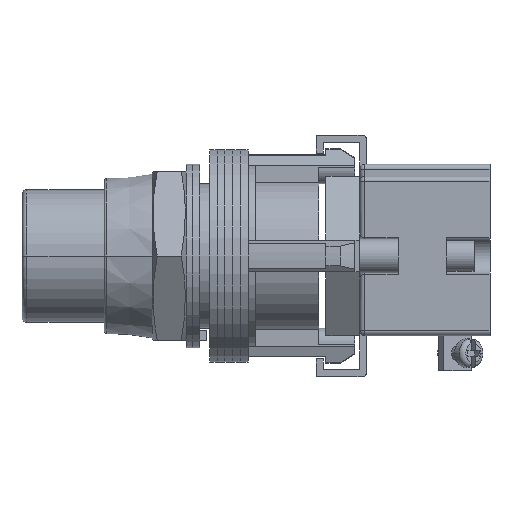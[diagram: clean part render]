
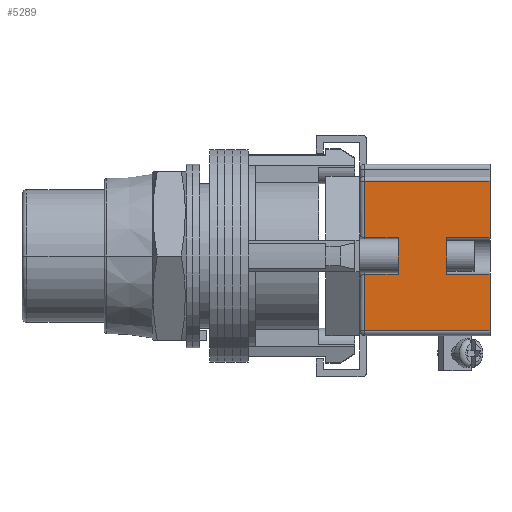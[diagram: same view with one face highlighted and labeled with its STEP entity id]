
A CAD part, left-side view. The second image highlights one B-rep face of the part: STEP entity #5289.
In plain terms, the highlighted planar face has unit normal (-1, 0, 0).
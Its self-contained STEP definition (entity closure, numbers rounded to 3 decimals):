
#13 = DIRECTION ( 'NONE',  ( 0., -1., 0. ) ) ;
#121 = VECTOR ( 'NONE', #4566, 1000. ) ;
#610 = VECTOR ( 'NONE', #7835, 1000. ) ;
#802 = VECTOR ( 'NONE', #13, 1000. ) ;
#1123 = VERTEX_POINT ( 'NONE', #1129 ) ;
#1129 = CARTESIAN_POINT ( 'NONE',  ( -21.25, -50.1, -3.75 ) ) ;
#1217 = ORIENTED_EDGE ( 'NONE', *, *, #5552, .F. ) ;
#1243 = ORIENTED_EDGE ( 'NONE', *, *, #12470, .F. ) ;
#1375 = CARTESIAN_POINT ( 'NONE',  ( -21.25, -50.1, -16.5 ) ) ;
#1483 = VECTOR ( 'NONE', #4436, 1000. ) ;
#1537 = LINE ( 'NONE', #4662, #5386 ) ;
#1550 = DIRECTION ( 'NONE',  ( 0., 1., 0. ) ) ;
#1614 = CARTESIAN_POINT ( 'NONE',  ( -21.25, -50.1, -15.5 ) ) ;
#1688 = VECTOR ( 'NONE', #12350, 1000. ) ;
#1996 = CARTESIAN_POINT ( 'NONE',  ( -21.25, -41.1, 3.75 ) ) ;
#2040 = EDGE_CURVE ( 'NONE', #9337, #6087, #4133, .T. ) ;
#2083 = VERTEX_POINT ( 'NONE', #8052 ) ;
#2151 = CARTESIAN_POINT ( 'NONE',  ( -21.25, -24.1, 3.75 ) ) ;
#2216 = CARTESIAN_POINT ( 'NONE',  ( -21.25, -50.1, 3.75 ) ) ;
#2522 = EDGE_LOOP ( 'NONE', ( #10135, #1217, #11276, #10303, #7486, #3025, #12055, #3850, #1243, #6275, #4446, #9887 ) ) ;
#2591 = LINE ( 'NONE', #1375, #1483 ) ;
#2642 = LINE ( 'NONE', #6129, #1688 ) ;
#2760 = LINE ( 'NONE', #6369, #10421 ) ;
#2889 = VERTEX_POINT ( 'NONE', #5275 ) ;
#3025 = ORIENTED_EDGE ( 'NONE', *, *, #3157, .T. ) ;
#3078 = LINE ( 'NONE', #1614, #8340 ) ;
#3157 = EDGE_CURVE ( 'NONE', #2083, #4864, #1537, .T. ) ;
#3424 = CARTESIAN_POINT ( 'NONE',  ( -21.25, -24.1, -15.5 ) ) ;
#3536 = LINE ( 'NONE', #4511, #7533 ) ;
#3691 = VERTEX_POINT ( 'NONE', #3424 ) ;
#3850 = ORIENTED_EDGE ( 'NONE', *, *, #6761, .F. ) ;
#3903 = EDGE_CURVE ( 'NONE', #2083, #12803, #8063, .T. ) ;
#3922 = DIRECTION ( 'NONE',  ( 1., 0., 0. ) ) ;
#4025 = PLANE ( 'NONE',  #8820 ) ;
#4081 = CARTESIAN_POINT ( 'NONE',  ( -21.25, -31.1, -3.75 ) ) ;
#4130 = CARTESIAN_POINT ( 'NONE',  ( -21.25, -41.1, 3.75 ) ) ;
#4133 = LINE ( 'NONE', #12990, #610 ) ;
#4364 = DIRECTION ( 'NONE',  ( 0., 0., -1. ) ) ;
#4435 = CARTESIAN_POINT ( 'NONE',  ( -21.25, -31.1, 0. ) ) ;
#4436 = DIRECTION ( 'NONE',  ( 0., 0., -1. ) ) ;
#4446 = ORIENTED_EDGE ( 'NONE', *, *, #6490, .T. ) ;
#4452 = VERTEX_POINT ( 'NONE', #12441 ) ;
#4511 = CARTESIAN_POINT ( 'NONE',  ( -21.25, -41.1, -3.75 ) ) ;
#4566 = DIRECTION ( 'NONE',  ( 0., 0., -1. ) ) ;
#4573 = DIRECTION ( 'NONE',  ( 0., 0., -1. ) ) ;
#4635 = EDGE_CURVE ( 'NONE', #4864, #11730, #2760, .T. ) ;
#4662 = CARTESIAN_POINT ( 'NONE',  ( -21.25, -50.1, 15.5 ) ) ;
#4864 = VERTEX_POINT ( 'NONE', #4979 ) ;
#4875 = EDGE_CURVE ( 'NONE', #3691, #2889, #3078, .T. ) ;
#4979 = CARTESIAN_POINT ( 'NONE',  ( -21.25, -24.1, 15.5 ) ) ;
#5149 = EDGE_CURVE ( 'NONE', #11159, #4452, #7067, .T. ) ;
#5275 = CARTESIAN_POINT ( 'NONE',  ( -21.25, -50.1, -15.5 ) ) ;
#5289 = ADVANCED_FACE ( 'NONE', ( #8015 ), #4025, .F. ) ;
#5352 = DIRECTION ( 'NONE',  ( 0., -1., 0. ) ) ;
#5360 = VECTOR ( 'NONE', #4573, 1000. ) ;
#5386 = VECTOR ( 'NONE', #1550, 1000. ) ;
#5537 = LINE ( 'NONE', #11722, #121 ) ;
#5552 = EDGE_CURVE ( 'NONE', #6087, #1123, #3536, .T. ) ;
#6087 = VERTEX_POINT ( 'NONE', #7523 ) ;
#6129 = CARTESIAN_POINT ( 'NONE',  ( -21.25, -31.1, 3.75 ) ) ;
#6139 = DIRECTION ( 'NONE',  ( 0., 1., 0. ) ) ;
#6275 = ORIENTED_EDGE ( 'NONE', *, *, #5149, .T. ) ;
#6369 = CARTESIAN_POINT ( 'NONE',  ( -21.25, -24.1, -16.5 ) ) ;
#6490 = EDGE_CURVE ( 'NONE', #4452, #3691, #5537, .T. ) ;
#6761 = EDGE_CURVE ( 'NONE', #7616, #11730, #2642, .T. ) ;
#7067 = LINE ( 'NONE', #4081, #11994 ) ;
#7142 = DIRECTION ( 'NONE',  ( 0., 0., -1. ) ) ;
#7486 = ORIENTED_EDGE ( 'NONE', *, *, #3903, .F. ) ;
#7523 = CARTESIAN_POINT ( 'NONE',  ( -21.25, -41.1, -3.75 ) ) ;
#7533 = VECTOR ( 'NONE', #5352, 1000. ) ;
#7616 = VERTEX_POINT ( 'NONE', #8692 ) ;
#7835 = DIRECTION ( 'NONE',  ( 0., 0., -1. ) ) ;
#8005 = DIRECTION ( 'NONE',  ( 0., -1., 0. ) ) ;
#8015 = FACE_OUTER_BOUND ( 'NONE', #2522, .T. ) ;
#8052 = CARTESIAN_POINT ( 'NONE',  ( -21.25, -50.1, 15.5 ) ) ;
#8063 = LINE ( 'NONE', #9545, #5360 ) ;
#8340 = VECTOR ( 'NONE', #8005, 1000. ) ;
#8692 = CARTESIAN_POINT ( 'NONE',  ( -21.25, -31.1, 3.75 ) ) ;
#8748 = VECTOR ( 'NONE', #10572, 1000. ) ;
#8820 = AXIS2_PLACEMENT_3D ( 'NONE', #10151, #3922, #7142 ) ;
#9337 = VERTEX_POINT ( 'NONE', #4130 ) ;
#9545 = CARTESIAN_POINT ( 'NONE',  ( -21.25, -50.1, -16.5 ) ) ;
#9887 = ORIENTED_EDGE ( 'NONE', *, *, #4875, .T. ) ;
#9916 = EDGE_CURVE ( 'NONE', #9337, #12803, #12908, .T. ) ;
#10135 = ORIENTED_EDGE ( 'NONE', *, *, #10427, .F. ) ;
#10151 = CARTESIAN_POINT ( 'NONE',  ( -21.25, -50.1, -16.5 ) ) ;
#10303 = ORIENTED_EDGE ( 'NONE', *, *, #9916, .T. ) ;
#10421 = VECTOR ( 'NONE', #4364, 1000. ) ;
#10427 = EDGE_CURVE ( 'NONE', #1123, #2889, #2591, .T. ) ;
#10572 = DIRECTION ( 'NONE',  ( 0., 0., 1. ) ) ;
#10726 = CARTESIAN_POINT ( 'NONE',  ( -21.25, -31.1, -3.75 ) ) ;
#11159 = VERTEX_POINT ( 'NONE', #10726 ) ;
#11276 = ORIENTED_EDGE ( 'NONE', *, *, #2040, .F. ) ;
#11480 = LINE ( 'NONE', #4435, #8748 ) ;
#11722 = CARTESIAN_POINT ( 'NONE',  ( -21.25, -24.1, -16.5 ) ) ;
#11730 = VERTEX_POINT ( 'NONE', #2151 ) ;
#11994 = VECTOR ( 'NONE', #6139, 1000. ) ;
#12055 = ORIENTED_EDGE ( 'NONE', *, *, #4635, .T. ) ;
#12350 = DIRECTION ( 'NONE',  ( 0., 1., 0. ) ) ;
#12441 = CARTESIAN_POINT ( 'NONE',  ( -21.25, -24.1, -3.75 ) ) ;
#12470 = EDGE_CURVE ( 'NONE', #11159, #7616, #11480, .T. ) ;
#12803 = VERTEX_POINT ( 'NONE', #2216 ) ;
#12908 = LINE ( 'NONE', #1996, #802 ) ;
#12990 = CARTESIAN_POINT ( 'NONE',  ( -21.25, -41.1, 3.75 ) ) ;
